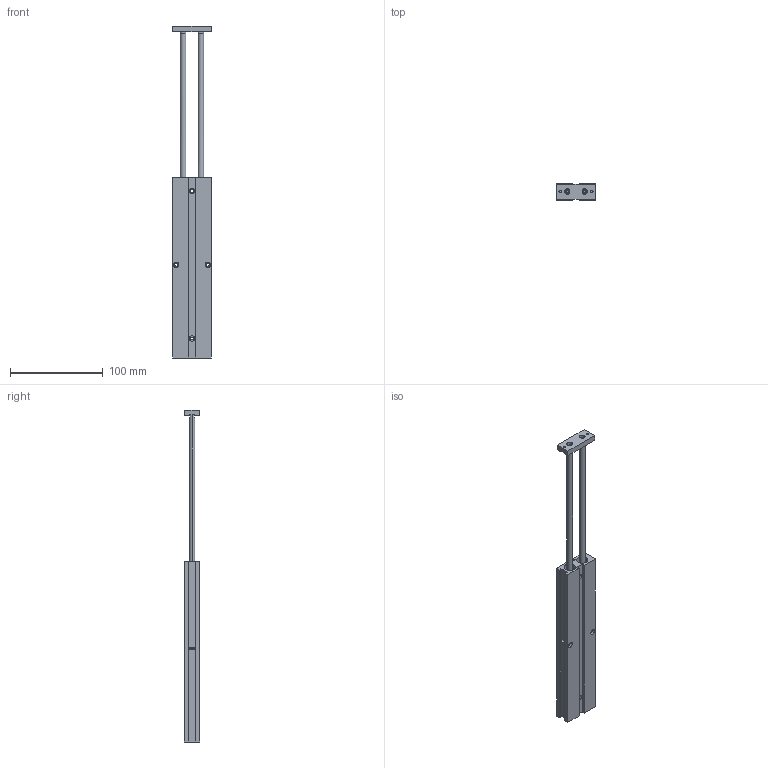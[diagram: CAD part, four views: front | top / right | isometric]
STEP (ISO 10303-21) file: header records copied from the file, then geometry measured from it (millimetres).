
FILE_DESCRIPTION (( 'STEP AP214' ), '1' );
FILE_NAME ('TN 10x150.STEP', '2021-11-29T17:03:30', ( '' ), ( '' ), 'SwSTEP 2.0', 'SolidWorks 2018', '' );
FILE_SCHEMA (( 'AUTOMOTIVE_DESIGN' ));
Length unit declared in the file: millimetre
Products named in the file (1): TN 10x150
Bounding box: 42 x 17 x 357.7 mm (x, y, z)
Volume: 93662.4 mm3; surface area: 55758.1 mm2
Topology: 4 solids, 4 shells, 117 faces, 315 edges, 210 vertices
Faces by surface type: plane 65, cylinder 52
Entity records: 5521 total; most frequent: CARTESIAN_POINT 1087, DIRECTION 647, ORIENTED_EDGE 630, EDGE_CURVE 315, AXIS2_PLACEMENT_3D 230, VERTEX_POINT 210, LINE 187, VECTOR 187
